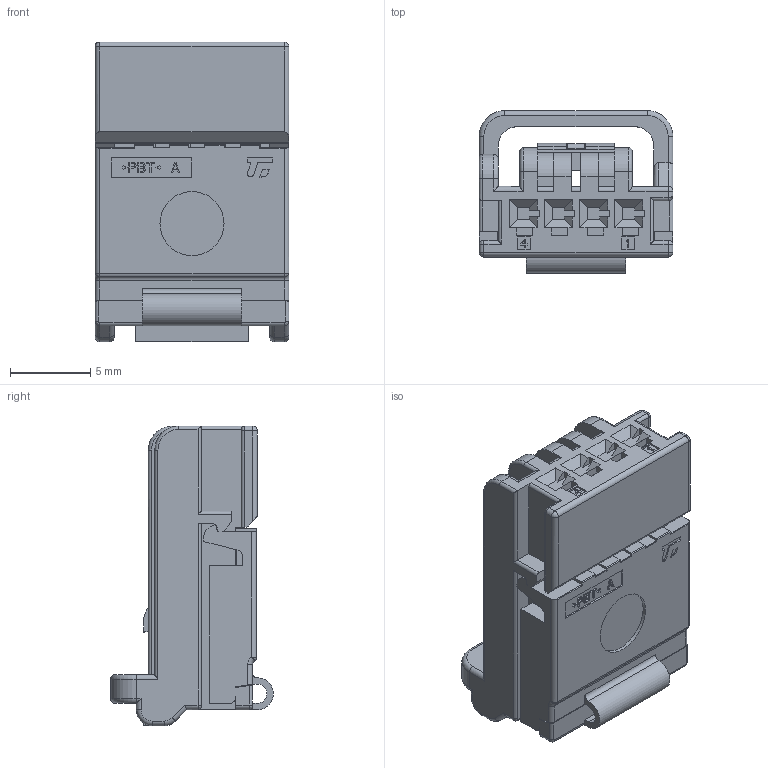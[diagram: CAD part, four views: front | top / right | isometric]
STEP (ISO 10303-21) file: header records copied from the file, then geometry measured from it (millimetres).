
FILE_DESCRIPTION((''),'2;1');
FILE_NAME('025_D_4F_HSG_B_LOCK','2023-01-04T14:16:23',('jhryu'),(''),'CREO PARAMETRIC BY PTC INC, 2017380','CREO PARAMETRIC BY PTC INC, 2017380','');
FILE_SCHEMA(('CONFIG_CONTROL_DESIGN'));
Length unit declared in the file: millimetre
Products named in the file (1): 025_D_4F_HSG_B_LOCK
Bounding box: 12.1 x 10.15 x 18.7 mm (x, y, z)
Volume: 1090.4 mm3; surface area: 1616.3 mm2
Topology: 1 solids, 1 shells, 613 faces, 1716 edges, 1112 vertices
Faces by surface type: plane 448, cylinder 135, torus 18, bspline 9, sphere 3
Entity records: 19837 total; most frequent: CARTESIAN_POINT 3956, ORIENTED_EDGE 3432, DIRECTION 3098, EDGE_CURVE 1716, VECTOR 1430, LINE 1430, VERTEX_POINT 1112, AXIS2_PLACEMENT_3D 834
